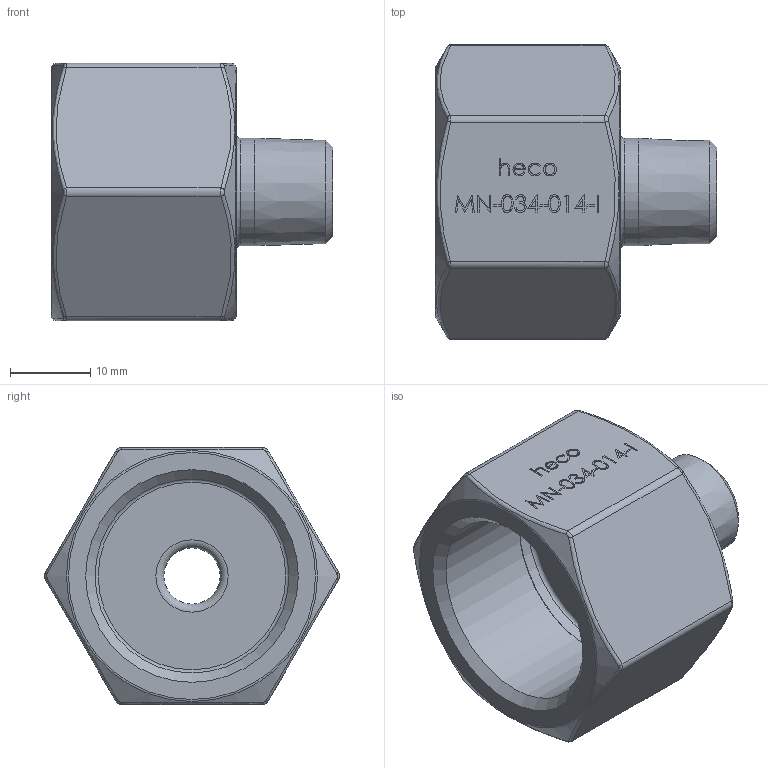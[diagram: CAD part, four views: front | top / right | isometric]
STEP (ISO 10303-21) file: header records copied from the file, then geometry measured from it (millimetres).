
FILE_DESCRIPTION (( 'STEP AP214' ), '1' );
FILE_NAME ('MN-034-014-I 2310.STEP', '2023-10-27T09:55:27', ( '' ), ( '' ), 'SwSTEP 2.0', 'SolidWorks 2019', '' );
FILE_SCHEMA (( 'AUTOMOTIVE_DESIGN' ));
Length unit declared in the file: millimetre
Products named in the file (1): MN-034-014-I 2310
Bounding box: 35 x 36.64 x 32 mm (x, y, z)
Volume: 13717.3 mm3; surface area: 6114.4 mm2
Topology: 1 solids, 1 shells, 232 faces, 585 edges, 380 vertices
Faces by surface type: plane 120, bspline 91, cylinder 10, torus 6, cone 5
Full cylindrical faces by diameter (mm): 7 x1, 13.388 x1, 24.117 x1, 24.317 x1
Entity records: 13517 total; most frequent: CARTESIAN_POINT 6520, ORIENTED_EDGE 1130, DIRECTION 710, EDGE_CURVE 565, VERTEX_POINT 375, LINE 340, VECTOR 340, EDGE_LOOP 274
